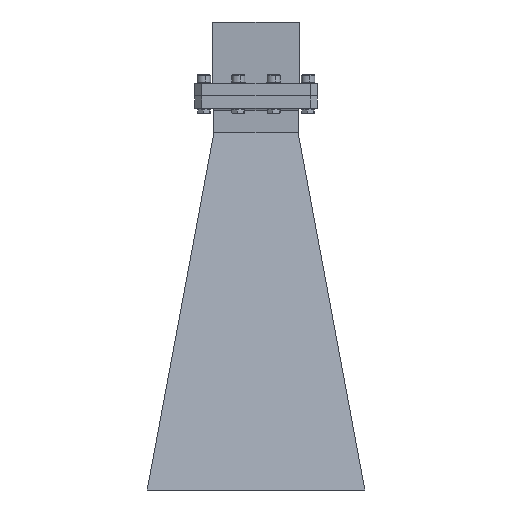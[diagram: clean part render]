
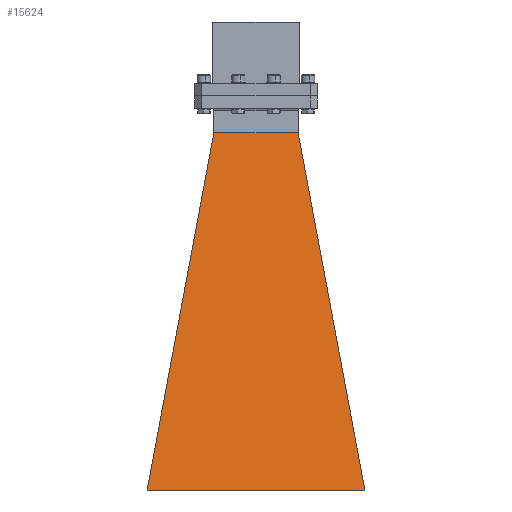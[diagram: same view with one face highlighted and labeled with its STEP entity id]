
A CAD part, front view. The second image highlights one B-rep face of the part: STEP entity #15624.
In plain terms, the highlighted planar face has unit normal (0, -0.987, 0.16).
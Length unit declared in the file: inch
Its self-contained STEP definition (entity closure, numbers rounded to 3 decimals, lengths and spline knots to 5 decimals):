
#119 = VERTEX_POINT ( 'NONE', #21621 ) ;
#385 = LINE ( 'NONE', #17712, #33441 ) ;
#1583 = LINE ( 'NONE', #23763, #29250 ) ;
#1738 = DIRECTION ( 'NONE',  ( 1., 0., 0. ) ) ;
#2797 = EDGE_CURVE ( 'NONE', #30148, #23492, #16328, .T. ) ;
#4193 = FACE_OUTER_BOUND ( 'NONE', #22976, .T. ) ;
#5665 = DIRECTION ( 'NONE',  ( 0., -0.16, -0.987 ) ) ;
#6771 = CARTESIAN_POINT ( 'NONE',  ( 0.28533, -0.4585, -0.75 ) ) ;
#7746 = DIRECTION ( 'NONE',  ( 0.181, 0.157, 0.971 ) ) ;
#8374 = DIRECTION ( 'NONE',  ( -0.181, 0.157, 0.971 ) ) ;
#8957 = ORIENTED_EDGE ( 'NONE', *, *, #2797, .T. ) ;
#9113 = CARTESIAN_POINT ( 'NONE',  ( -0.856, -0.4585, -0.75 ) ) ;
#9565 = CARTESIAN_POINT ( 'NONE',  ( -0.28533, -0.4585, -0.75 ) ) ;
#10301 = VERTEX_POINT ( 'NONE', #21238 ) ;
#11945 = CARTESIAN_POINT ( 'NONE',  ( 0.856, -0.4585, -0.75 ) ) ;
#13789 = VECTOR ( 'NONE', #8374, 39.37008 ) ;
#14526 = CARTESIAN_POINT ( 'NONE',  ( 0.856, -0.4585, -0.75 ) ) ;
#15624 = ADVANCED_FACE ( 'NONE', ( #4193 ), #21813, .T. ) ;
#15825 = CARTESIAN_POINT ( 'NONE',  ( 2.215, -1.635, -8.025 ) ) ;
#16328 = LINE ( 'NONE', #27559, #13789 ) ;
#17712 = CARTESIAN_POINT ( 'NONE',  ( -2.215, -1.635, -8.025 ) ) ;
#20284 = EDGE_CURVE ( 'NONE', #119, #10301, #1583, .T. ) ;
#21238 = CARTESIAN_POINT ( 'NONE',  ( -0.856, -0.4585, -0.75 ) ) ;
#21621 = CARTESIAN_POINT ( 'NONE',  ( -2.215, -1.635, -8.025 ) ) ;
#21813 = PLANE ( 'NONE',  #25874 ) ;
#22976 = EDGE_LOOP ( 'NONE', ( #8957, #30687, #25112, #27993 ) ) ;
#23492 = VERTEX_POINT ( 'NONE', #11945 ) ;
#23763 = CARTESIAN_POINT ( 'NONE',  ( -2.215, -1.635, -8.025 ) ) ;
#25112 = ORIENTED_EDGE ( 'NONE', *, *, #20284, .F. ) ;
#25874 = AXIS2_PLACEMENT_3D ( 'NONE', #29397, #26971, #5665 ) ;
#26469 = B_SPLINE_CURVE_WITH_KNOTS ( 'NONE', 3,
 ( #14526, #6771, #9565, #9113 ),
 .UNSPECIFIED., .F., .F.,
 ( 4, 4 ),
 ( 0., 1. ),
 .UNSPECIFIED. ) ;
#26971 = DIRECTION ( 'NONE',  ( 0., -0.987, 0.16 ) ) ;
#27559 = CARTESIAN_POINT ( 'NONE',  ( 2.215, -1.635, -8.025 ) ) ;
#27993 = ORIENTED_EDGE ( 'NONE', *, *, #34385, .T. ) ;
#29250 = VECTOR ( 'NONE', #7746, 39.37008 ) ;
#29397 = CARTESIAN_POINT ( 'NONE',  ( 0., -0.32862, 0.05314 ) ) ;
#30148 = VERTEX_POINT ( 'NONE', #15825 ) ;
#30687 = ORIENTED_EDGE ( 'NONE', *, *, #33674, .T. ) ;
#33441 = VECTOR ( 'NONE', #1738, 39.37008 ) ;
#33674 = EDGE_CURVE ( 'NONE', #23492, #10301, #26469, .T. ) ;
#34385 = EDGE_CURVE ( 'NONE', #119, #30148, #385, .T. ) ;
